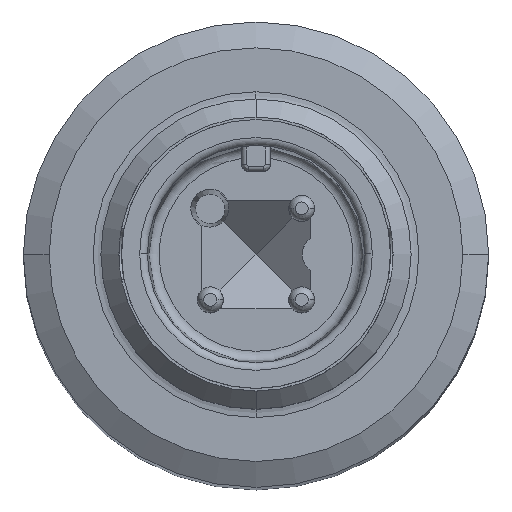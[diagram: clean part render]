
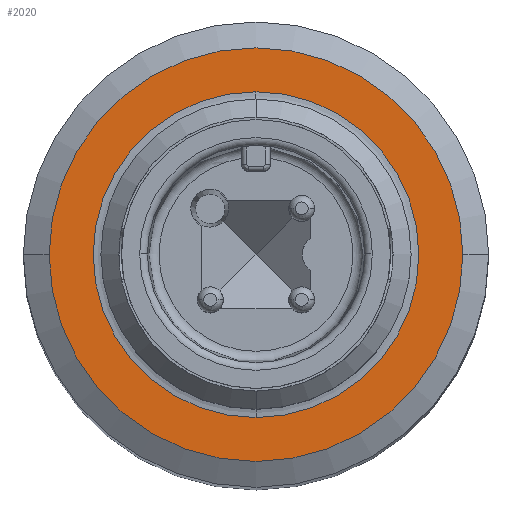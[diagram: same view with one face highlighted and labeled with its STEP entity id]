
A CAD part, top view. The second image highlights one B-rep face of the part: STEP entity #2020.
In plain terms, the highlighted planar face has unit normal (0, 0, 1).
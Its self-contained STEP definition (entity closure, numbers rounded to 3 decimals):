
#92=CARTESIAN_POINT('',(0.,0.,60.));
#93=DIRECTION('',(0.,0.,1.));
#94=DIRECTION('',(-1.,0.,0.));
#95=AXIS2_PLACEMENT_3D('',#92,#93,#94);
#97=CARTESIAN_POINT('',(0.,0.,60.));
#98=DIRECTION('',(0.,0.,1.));
#99=DIRECTION('',(1.,0.,0.));
#100=AXIS2_PLACEMENT_3D('',#97,#98,#99);
#102=CARTESIAN_POINT('',(0.,0.,60.));
#103=DIRECTION('',(0.,0.,-1.));
#104=DIRECTION('',(0.,-1.,0.));
#105=AXIS2_PLACEMENT_3D('',#102,#103,#104);
#107=CARTESIAN_POINT('',(0.,0.,60.));
#108=DIRECTION('',(0.,0.,-1.));
#109=DIRECTION('',(0.,1.,0.));
#110=AXIS2_PLACEMENT_3D('',#107,#108,#109);
#1560=CARTESIAN_POINT('',(8.,0.,60.));
#1561=VERTEX_POINT('',#1560);
#1562=CARTESIAN_POINT('',(-8.,0.,
60.));
#1563=VERTEX_POINT('',#1562);
#1644=CARTESIAN_POINT('',(0.,-6.3,60.));
#1645=CARTESIAN_POINT('',(0.,6.3,60.));
#1646=VERTEX_POINT('',#1644);
#1647=VERTEX_POINT('',#1645);
#2005=CARTESIAN_POINT('',(0.,0.,60.));
#2006=DIRECTION('',(0.,0.,1.));
#2007=DIRECTION('',(1.,0.,0.));
#2008=AXIS2_PLACEMENT_3D('',#2005,#2006,#2007);
#2009=PLANE('',#2008);
#2010=ORIENTED_EDGE('',*,*,#1973,.F.);
#2011=ORIENTED_EDGE('',*,*,#1951,.F.);
#2012=EDGE_LOOP('',(#2010,#2011));
#2013=FACE_OUTER_BOUND('',#2012,.F.);
#2015=ORIENTED_EDGE('',*,*,#2014,.F.);
#2017=ORIENTED_EDGE('',*,*,#2016,.F.);
#2018=EDGE_LOOP('',(#2015,#2017));
#2019=FACE_BOUND('',#2018,.F.);
#2020=ADVANCED_FACE('',(#2013,#2019),#2009,.T.);
#96=CIRCLE('',#95,8.);
#101=CIRCLE('',#100,8.);
#106=CIRCLE('',#105,6.3);
#111=CIRCLE('',#110,6.3);
#1951=EDGE_CURVE('',#1561,#1563,#101,.T.);
#1973=EDGE_CURVE('',#1563,#1561,#96,.T.);
#2014=EDGE_CURVE('',#1646,#1647,#106,.T.);
#2016=EDGE_CURVE('',#1647,#1646,#111,.T.);
